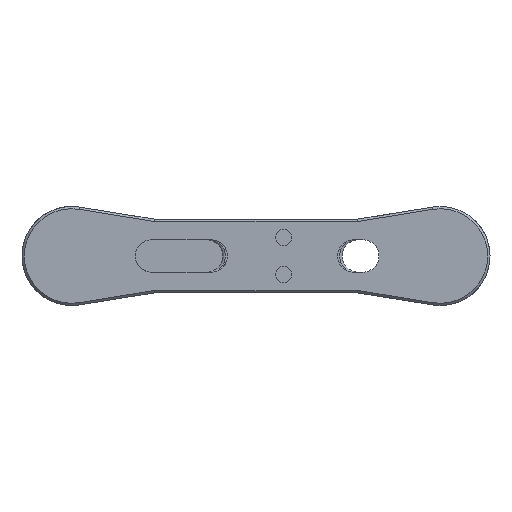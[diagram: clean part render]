
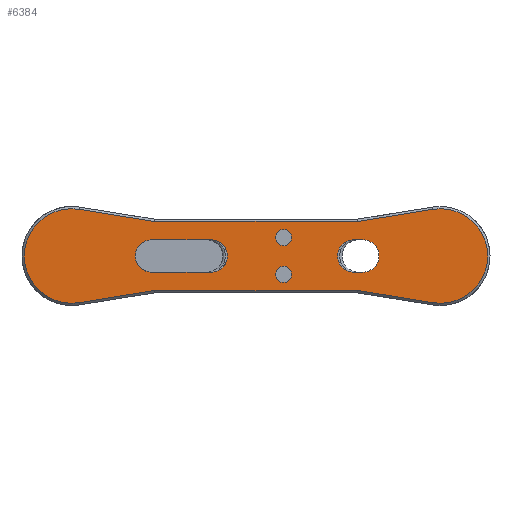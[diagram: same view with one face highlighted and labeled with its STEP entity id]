
A CAD part, front view. The second image highlights one B-rep face of the part: STEP entity #6384.
In plain terms, the highlighted planar face has unit normal (0, -1, 0).
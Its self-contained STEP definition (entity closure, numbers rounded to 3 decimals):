
#61=FACE_BOUND('',#2239,.T.);
#62=FACE_BOUND('',#2240,.T.);
#63=FACE_BOUND('',#2241,.T.);
#64=FACE_BOUND('',#2242,.T.);
#173=PLANE('',#6829);
#406=LINE('',#9399,#1070);
#499=LINE('',#9789,#1163);
#503=LINE('',#9798,#1167);
#507=LINE('',#9805,#1171);
#509=LINE('',#9813,#1173);
#511=LINE('',#9817,#1175);
#515=LINE('',#9827,#1179);
#522=LINE('',#9849,#1186);
#523=LINE('',#9852,#1187);
#524=LINE('',#9854,#1188);
#1070=VECTOR('',#7411,10.);
#1163=VECTOR('',#7604,10.);
#1167=VECTOR('',#7610,10.);
#1171=VECTOR('',#7616,10.);
#1173=VECTOR('',#7626,10.);
#1175=VECTOR('',#7630,10.);
#1179=VECTOR('',#7642,10.);
#1186=VECTOR('',#7667,10.);
#1187=VECTOR('',#7670,10.);
#1188=VECTOR('',#7671,10.);
#1871=FACE_OUTER_BOUND('',#2238,.T.);
#2238=EDGE_LOOP('',(#4726,#4727,#4728,#4729,#4730,#4731,#4732,#4733));
#2239=EDGE_LOOP('',(#4734));
#2240=EDGE_LOOP('',(#4735));
#2241=EDGE_LOOP('',(#4736,#4737,#4738,#4739));
#2242=EDGE_LOOP('',(#4740,#4741,#4742,#4743));
#2650=CIRCLE('',#6748,3.5);
#2659=CIRCLE('',#6763,3.5);
#2667=CIRCLE('',#6816,10.25);
#2668=CIRCLE('',#6820,10.25);
#2671=CIRCLE('',#6830,1.75);
#2672=CIRCLE('',#6831,1.75);
#2673=CIRCLE('',#6832,3.5);
#2674=CIRCLE('',#6833,3.5);
#2880=VERTEX_POINT('',#9366);
#2881=VERTEX_POINT('',#9368);
#2890=VERTEX_POINT('',#9396);
#2891=VERTEX_POINT('',#9398);
#2892=VERTEX_POINT('',#9402);
#2967=VERTEX_POINT('',#9786);
#2968=VERTEX_POINT('',#9788);
#2971=VERTEX_POINT('',#9795);
#2972=VERTEX_POINT('',#9797);
#2974=VERTEX_POINT('',#9803);
#2976=VERTEX_POINT('',#9809);
#2977=VERTEX_POINT('',#9816);
#2979=VERTEX_POINT('',#9822);
#2983=VERTEX_POINT('',#9844);
#2984=VERTEX_POINT('',#9846);
#2985=VERTEX_POINT('',#9848);
#2986=VERTEX_POINT('',#9851);
#2987=VERTEX_POINT('',#9853);
#3482=EDGE_CURVE('',#2881,#2880,#2650,.T.);
#3497=EDGE_CURVE('',#2891,#2890,#406,.T.);
#3500=EDGE_CURVE('',#2890,#2892,#2659,.T.);
#3620=EDGE_CURVE('',#2967,#2968,#499,.T.);
#3624=EDGE_CURVE('',#2971,#2972,#503,.T.);
#3628=EDGE_CURVE('',#2974,#2971,#507,.T.);
#3631=EDGE_CURVE('',#2976,#2974,#2667,.T.);
#3632=EDGE_CURVE('',#2968,#2976,#509,.T.);
#3634=EDGE_CURVE('',#2972,#2977,#511,.T.);
#3637=EDGE_CURVE('',#2977,#2979,#2668,.T.);
#3640=EDGE_CURVE('',#2979,#2967,#515,.T.);
#3649=EDGE_CURVE('',#2983,#2983,#2671,.T.);
#3650=EDGE_CURVE('',#2984,#2984,#2672,.T.);
#3651=EDGE_CURVE('',#2892,#2985,#522,.T.);
#3652=EDGE_CURVE('',#2985,#2891,#2673,.T.);
#3653=EDGE_CURVE('',#2986,#2881,#523,.T.);
#3654=EDGE_CURVE('',#2880,#2987,#524,.T.);
#3655=EDGE_CURVE('',#2987,#2986,#2674,.T.);
#4726=ORIENTED_EDGE('',*,*,#3624,.F.);
#4727=ORIENTED_EDGE('',*,*,#3628,.F.);
#4728=ORIENTED_EDGE('',*,*,#3631,.F.);
#4729=ORIENTED_EDGE('',*,*,#3632,.F.);
#4730=ORIENTED_EDGE('',*,*,#3620,.F.);
#4731=ORIENTED_EDGE('',*,*,#3640,.F.);
#4732=ORIENTED_EDGE('',*,*,#3637,.F.);
#4733=ORIENTED_EDGE('',*,*,#3634,.F.);
#4734=ORIENTED_EDGE('',*,*,#3649,.T.);
#4735=ORIENTED_EDGE('',*,*,#3650,.T.);
#4736=ORIENTED_EDGE('',*,*,#3497,.T.);
#4737=ORIENTED_EDGE('',*,*,#3500,.T.);
#4738=ORIENTED_EDGE('',*,*,#3651,.T.);
#4739=ORIENTED_EDGE('',*,*,#3652,.T.);
#4740=ORIENTED_EDGE('',*,*,#3653,.T.);
#4741=ORIENTED_EDGE('',*,*,#3482,.T.);
#4742=ORIENTED_EDGE('',*,*,#3654,.T.);
#4743=ORIENTED_EDGE('',*,*,#3655,.T.);
#6384=ADVANCED_FACE('',(#1871,#61,#62,#63,#64),#173,.F.);
#6748=AXIS2_PLACEMENT_3D('',#9369,#7377,#7378);
#6763=AXIS2_PLACEMENT_3D('',#9404,#7416,#7417);
#6816=AXIS2_PLACEMENT_3D('',#9811,#7622,#7623);
#6820=AXIS2_PLACEMENT_3D('',#9823,#7635,#7636);
#6829=AXIS2_PLACEMENT_3D('',#9843,#7661,#7662);
#6830=AXIS2_PLACEMENT_3D('',#9845,#7663,#7664);
#6831=AXIS2_PLACEMENT_3D('',#9847,#7665,#7666);
#6832=AXIS2_PLACEMENT_3D('',#9850,#7668,#7669);
#6833=AXIS2_PLACEMENT_3D('',#9855,#7672,#7673);
#7377=DIRECTION('center_axis',(0.,1.,0.));
#7378=DIRECTION('ref_axis',(0.,0.,1.));
#7411=DIRECTION('',(1.,0.,0.));
#7416=DIRECTION('center_axis',(0.,1.,0.));
#7417=DIRECTION('ref_axis',(0.,0.,1.));
#7604=DIRECTION('',(-1.,0.,0.));
#7610=DIRECTION('',(1.,0.,0.));
#7616=DIRECTION('',(0.987,0.,-0.159));
#7622=DIRECTION('center_axis',(0.,1.,0.));
#7623=DIRECTION('ref_axis',(-1.,0.,0.));
#7626=DIRECTION('',(-0.987,0.,-0.159));
#7630=DIRECTION('',(0.987,0.,0.159));
#7635=DIRECTION('center_axis',(0.,1.,0.));
#7636=DIRECTION('ref_axis',(1.,0.,0.));
#7642=DIRECTION('',(-0.987,0.,0.159));
#7661=DIRECTION('center_axis',(0.,1.,0.));
#7662=DIRECTION('ref_axis',(1.,0.,0.));
#7663=DIRECTION('center_axis',(0.,1.,0.));
#7664=DIRECTION('ref_axis',(1.,0.,0.));
#7665=DIRECTION('center_axis',(0.,1.,0.));
#7666=DIRECTION('ref_axis',(1.,0.,0.));
#7667=DIRECTION('',(-1.,0.,0.));
#7668=DIRECTION('center_axis',(0.,1.,0.));
#7669=DIRECTION('ref_axis',(0.,0.,-1.));
#7670=DIRECTION('',(1.,0.,0.));
#7671=DIRECTION('',(-1.,0.,0.));
#7672=DIRECTION('center_axis',(0.,1.,0.));
#7673=DIRECTION('ref_axis',(0.,0.,-1.));
#9366=CARTESIAN_POINT('',(36.325,0.,-11.5));
#9368=CARTESIAN_POINT('',(36.325,0.,-4.5));
#9369=CARTESIAN_POINT('Origin',(36.325,0.,-8.));
#9396=CARTESIAN_POINT('',(69.175,0.,-4.5));
#9398=CARTESIAN_POINT('',(67.175,0.,-4.5));
#9399=CARTESIAN_POINT('',(57.588,0.,-4.5));
#9402=CARTESIAN_POINT('',(69.175,0.,-11.5));
#9404=CARTESIAN_POINT('Origin',(69.175,0.,-8.));
#9786=CARTESIAN_POINT('',(68.139,0.,-15.5));
#9788=CARTESIAN_POINT('',(23.861,0.,-15.5));
#9789=CARTESIAN_POINT('',(69.,0.,-15.5));
#9795=CARTESIAN_POINT('',(23.861,0.,-0.5));
#9797=CARTESIAN_POINT('',(68.139,0.,-0.5));
#9798=CARTESIAN_POINT('',(23.,0.,-0.5));
#9803=CARTESIAN_POINT('',(7.633,0.,2.119));
#9805=CARTESIAN_POINT('',(27.125,0.,-1.027));
#9809=CARTESIAN_POINT('',(7.633,0.,-18.119));
#9811=CARTESIAN_POINT('Origin',(6.,0.,-8.));
#9813=CARTESIAN_POINT('',(35.22,0.,-13.667));
#9816=CARTESIAN_POINT('',(84.367,0.,2.119));
#9817=CARTESIAN_POINT('',(56.78,0.,-2.333));
#9822=CARTESIAN_POINT('',(84.367,0.,-18.119));
#9823=CARTESIAN_POINT('Origin',(86.,0.,-8.));
#9827=CARTESIAN_POINT('',(64.875,0.,-14.973));
#9843=CARTESIAN_POINT('Origin',(46.,0.,-8.));
#9844=CARTESIAN_POINT('',(50.25,0.,-12.));
#9845=CARTESIAN_POINT('Origin',(52.,0.,-12.));
#9846=CARTESIAN_POINT('',(50.25,0.,-4.));
#9847=CARTESIAN_POINT('Origin',(52.,0.,-4.));
#9848=CARTESIAN_POINT('',(67.175,0.,-11.5));
#9849=CARTESIAN_POINT('',(56.587,0.,-11.5));
#9850=CARTESIAN_POINT('Origin',(67.175,0.,-8.));
#9851=CARTESIAN_POINT('',(23.325,0.,-4.5));
#9852=CARTESIAN_POINT('',(41.163,0.,-4.5));
#9853=CARTESIAN_POINT('',(23.325,0.,-11.5));
#9854=CARTESIAN_POINT('',(34.663,0.,-11.5));
#9855=CARTESIAN_POINT('Origin',(23.325,0.,-8.));
